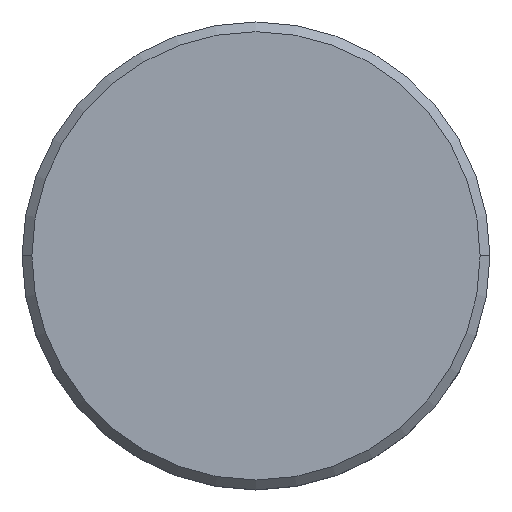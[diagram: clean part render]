
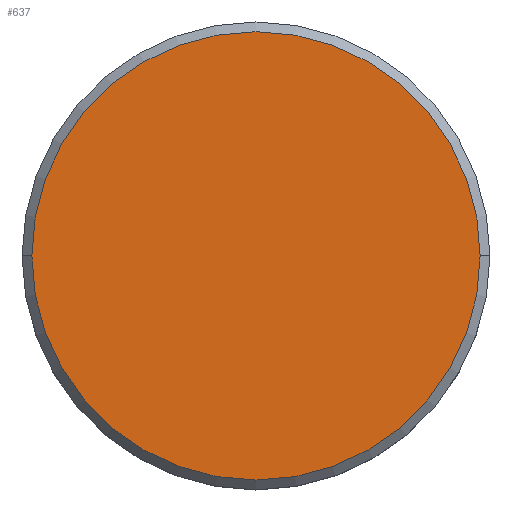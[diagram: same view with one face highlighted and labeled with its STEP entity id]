
A CAD part, top view. The second image highlights one B-rep face of the part: STEP entity #637.
In plain terms, the highlighted planar face has unit normal (0, 0, 1).
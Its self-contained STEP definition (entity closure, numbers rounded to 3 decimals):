
#42 = CARTESIAN_POINT ( 'NONE',  ( -11.5, 0., 0. ) ) ;
#65 = ORIENTED_EDGE ( 'NONE', *, *, #577, .T. ) ;
#149 = FACE_OUTER_BOUND ( 'NONE', #614, .T. ) ;
#185 = VERTEX_POINT ( 'NONE', #516 ) ;
#203 = CIRCLE ( 'NONE', #1040, 11.5 ) ;
#311 = PLANE ( 'NONE',  #542 ) ;
#340 = DIRECTION ( 'NONE',  ( 1., 0., 0. ) ) ;
#412 = AXIS2_PLACEMENT_3D ( 'NONE', #437, #817, #340 ) ;
#414 = DIRECTION ( 'NONE',  ( 0., 0., 1. ) ) ;
#437 = CARTESIAN_POINT ( 'NONE',  ( 0., 0., 0. ) ) ;
#452 = CARTESIAN_POINT ( 'NONE',  ( 0., 0., 0. ) ) ;
#516 = CARTESIAN_POINT ( 'NONE',  ( 11.5, 0., 0. ) ) ;
#542 = AXIS2_PLACEMENT_3D ( 'NONE', #775, #414, #790 ) ;
#557 = CIRCLE ( 'NONE', #412, 11.5 ) ;
#558 = VERTEX_POINT ( 'NONE', #42 ) ;
#577 = EDGE_CURVE ( 'NONE', #185, #558, #203, .T. ) ;
#595 = DIRECTION ( 'NONE',  ( 1., 0., 0. ) ) ;
#614 = EDGE_LOOP ( 'NONE', ( #991, #65 ) ) ;
#637 = ADVANCED_FACE ( 'NONE', ( #149 ), #311, .T. ) ;
#774 = EDGE_CURVE ( 'NONE', #558, #185, #557, .T. ) ;
#775 = CARTESIAN_POINT ( 'NONE',  ( 0., 0., 0. ) ) ;
#790 = DIRECTION ( 'NONE',  ( 1., 0., 0. ) ) ;
#817 = DIRECTION ( 'NONE',  ( 0., 0., 1. ) ) ;
#991 = ORIENTED_EDGE ( 'NONE', *, *, #774, .T. ) ;
#1018 = DIRECTION ( 'NONE',  ( 0., 0., 1. ) ) ;
#1040 = AXIS2_PLACEMENT_3D ( 'NONE', #452, #1018, #595 ) ;
